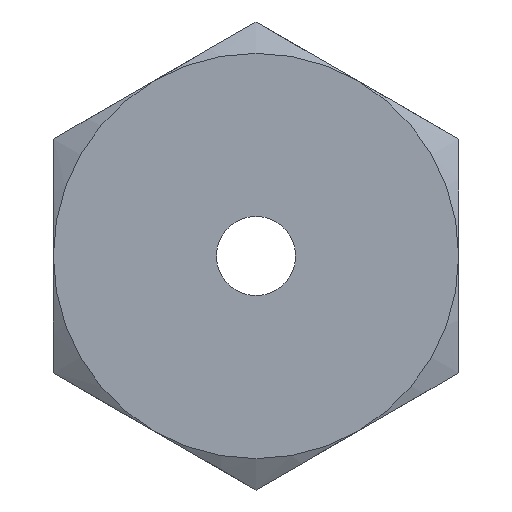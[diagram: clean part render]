
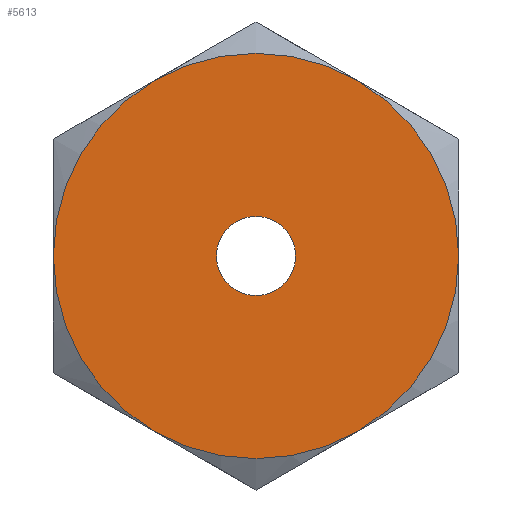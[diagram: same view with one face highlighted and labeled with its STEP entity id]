
A CAD part, left-side view. The second image highlights one B-rep face of the part: STEP entity #5613.
In plain terms, the highlighted planar face has unit normal (-1, 0, 0).
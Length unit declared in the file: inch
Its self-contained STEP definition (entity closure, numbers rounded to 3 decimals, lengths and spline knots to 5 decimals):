
#2194=CARTESIAN_POINT('',(-0.055,0.04613,
-0.07989));
#2209=CARTESIAN_POINT('',(-0.055,0.09225,
0.));
#2238=CARTESIAN_POINT('',(-0.055,0.04612,
0.07989));
#2253=CARTESIAN_POINT('',(-0.055,0.,0.));
#2254=DIRECTION('',(-1.,0.,0.));
#2255=DIRECTION('',(0.,1.,0.));
#2256=AXIS2_PLACEMENT_3D('',#2253,#2254,#2255);
#2258=CARTESIAN_POINT('',(-0.055,0.,0.));
#2259=DIRECTION('',(-1.,0.,0.));
#2260=DIRECTION('',(0.,0.5,0.866));
#2261=AXIS2_PLACEMENT_3D('',#2258,#2259,#2260);
#2263=CARTESIAN_POINT('',(-0.055,0.,0.));
#2264=DIRECTION('',(-1.,0.,0.));
#2265=DIRECTION('',(0.,-0.5,0.866));
#2266=AXIS2_PLACEMENT_3D('',#2263,#2264,#2265);
#2268=CARTESIAN_POINT('',(-0.055,0.,0.));
#2269=DIRECTION('',(-1.,0.,0.));
#2270=DIRECTION('',(0.,-1.,0.));
#2271=AXIS2_PLACEMENT_3D('',#2268,#2269,#2270);
#2273=CARTESIAN_POINT('',(-0.055,0.,0.));
#2274=DIRECTION('',(-1.,0.,0.));
#2275=DIRECTION('',(0.,-0.5,-0.866));
#2276=AXIS2_PLACEMENT_3D('',#2273,#2274,#2275);
#2278=CARTESIAN_POINT('',(-0.055,0.,0.));
#2279=DIRECTION('',(-1.,0.,0.));
#2280=DIRECTION('',(0.,0.5,-0.866));
#2281=AXIS2_PLACEMENT_3D('',#2278,#2279,#2280);
#2283=CARTESIAN_POINT('',(-0.055,0.,0.));
#2284=DIRECTION('',(1.,0.,0.));
#2285=DIRECTION('',(0.,-1.,0.));
#2286=AXIS2_PLACEMENT_3D('',#2283,#2284,#2285);
#2288=CARTESIAN_POINT('',(-0.055,0.,0.));
#2289=DIRECTION('',(1.,0.,0.));
#2290=DIRECTION('',(0.,1.,0.));
#2291=AXIS2_PLACEMENT_3D('',#2288,#2289,#2290);
#2308=CARTESIAN_POINT('',(-0.055,-0.04613,
0.07989));
#2330=CARTESIAN_POINT('',(-0.055,-0.09225,
0.));
#2352=CARTESIAN_POINT('',(-0.055,-0.04612,
-0.07989));
#2464=VERTEX_POINT('',#2194);
#2466=VERTEX_POINT('',#2209);
#2469=VERTEX_POINT('',#2238);
#2471=VERTEX_POINT('',#2308);
#2473=VERTEX_POINT('',#2330);
#2474=VERTEX_POINT('',#2352);
#2479=CARTESIAN_POINT('',(-0.055,-0.018,0.));
#2480=CARTESIAN_POINT('',(-0.055,0.018,0.));
#2481=VERTEX_POINT('',#2479);
#2482=VERTEX_POINT('',#2480);
#5594=CARTESIAN_POINT('',(-0.055,0.,0.));
#5595=DIRECTION('',(1.,0.,0.));
#5596=DIRECTION('',(0.,1.,0.));
#5597=AXIS2_PLACEMENT_3D('',#5594,#5595,#5596);
#5598=PLANE('',#5597);
#5599=ORIENTED_EDGE('',*,*,#5492,.F.);
#5600=ORIENTED_EDGE('',*,*,#5562,.F.);
#5601=ORIENTED_EDGE('',*,*,#5575,.F.);
#5602=ORIENTED_EDGE('',*,*,#5589,.F.);
#5603=ORIENTED_EDGE('',*,*,#5519,.F.);
#5604=ORIENTED_EDGE('',*,*,#5503,.F.);
#5605=EDGE_LOOP('',(#5599,#5600,#5601,#5602,#5603,#5604));
#5606=FACE_OUTER_BOUND('',#5605,.F.);
#5608=ORIENTED_EDGE('',*,*,#5607,.F.);
#5610=ORIENTED_EDGE('',*,*,#5609,.F.);
#5611=EDGE_LOOP('',(#5608,#5610));
#5612=FACE_BOUND('',#5611,.F.);
#2257=CIRCLE('',#2256,0.09225);
#2262=CIRCLE('',#2261,0.09225);
#2267=CIRCLE('',#2266,0.09225);
#2272=CIRCLE('',#2271,0.09225);
#2277=CIRCLE('',#2276,0.09225);
#2282=CIRCLE('',#2281,0.09225);
#2287=CIRCLE('',#2286,0.018);
#2292=CIRCLE('',#2291,0.018);
#5492=EDGE_CURVE('',#2466,#2464,#2257,.T.);
#5503=EDGE_CURVE('',#2464,#2474,#2282,.T.);
#5519=EDGE_CURVE('',#2474,#2473,#2277,.T.);
#5562=EDGE_CURVE('',#2469,#2466,#2262,.T.);
#5575=EDGE_CURVE('',#2471,#2469,#2267,.T.);
#5589=EDGE_CURVE('',#2473,#2471,#2272,.T.);
#5607=EDGE_CURVE('',#2481,#2482,#2287,.T.);
#5609=EDGE_CURVE('',#2482,#2481,#2292,.T.);
#5613=ADVANCED_FACE('',(#5606,#5612),#5598,.F.);
